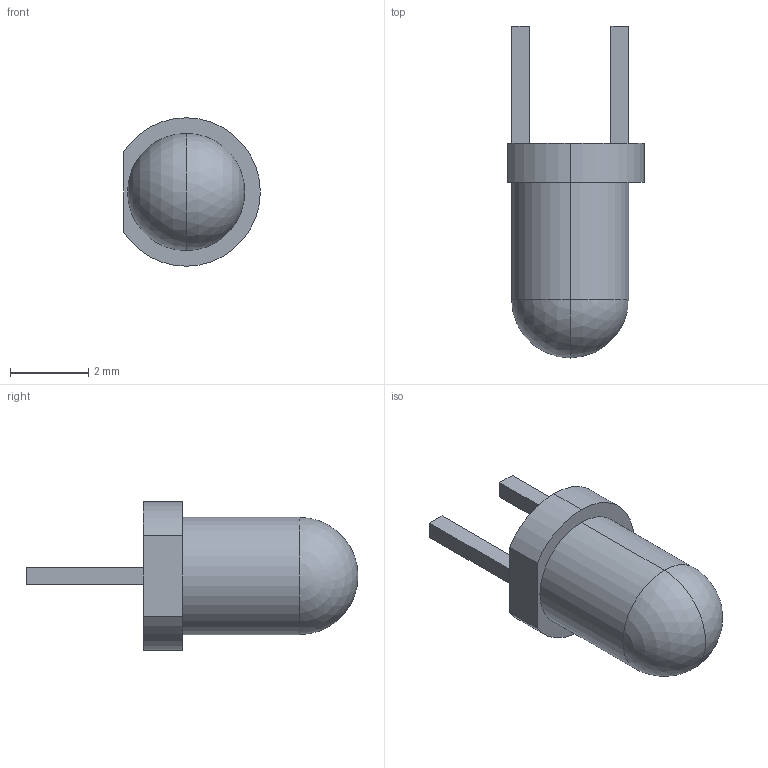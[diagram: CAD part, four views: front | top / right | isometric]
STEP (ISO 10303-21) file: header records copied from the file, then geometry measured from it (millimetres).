
FILE_DESCRIPTION(('FreeCAD Model'),'2;1');
FILE_NAME( 'IR_Reciver.step', '2017-09-10T00:08:37',('kicad StepUp'),('ksu MCAD'), 'Open CASCADE STEP processor 6.8','FreeCAD','Unknown');
FILE_SCHEMA(('AUTOMOTIVE_DESIGN_CC2 { 1 2 10303 214 -1 1 5 4 }'));
Length unit declared in the file: millimetre
Products named in the file (2): ASSEMBLY; IR_Reciver
Assembly tree (1 placements, depth 2):
  ASSEMBLY
    IR_Reciver
Bounding box: 3.5 x 8.5 x 3.8 mm (x, y, z)
Volume: 40.4 mm3; surface area: 79.8 mm2
Topology: 1 solids, 1 shells, 20 faces, 48 edges, 31 vertices
Faces by surface type: plane 13, cylinder 5, sphere 2
Entity records: 611 total; most frequent: DIRECTION 104, CARTESIAN_POINT 99, ORIENTED_EDGE 92, EDGE_CURVE 46, AXIS2_PLACEMENT_3D 36, LINE 32, VECTOR 32, VERTEX_POINT 31
